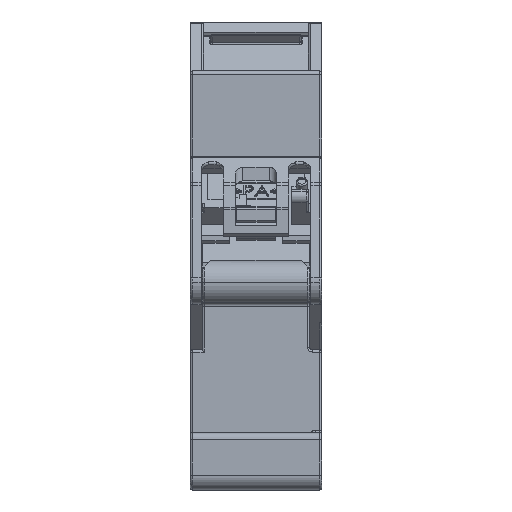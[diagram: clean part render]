
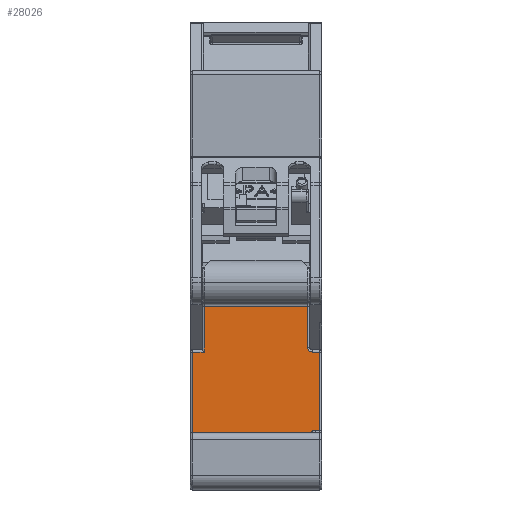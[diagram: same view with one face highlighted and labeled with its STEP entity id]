
A CAD part, top view. The second image highlights one B-rep face of the part: STEP entity #28026.
In plain terms, the highlighted planar face has unit normal (0, 0, 1).
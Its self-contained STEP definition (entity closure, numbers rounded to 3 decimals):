
#1269 = CARTESIAN_POINT ( 'NONE',  ( 7.4, 0.4, 30.1 ) ) ;
#1609 = CARTESIAN_POINT ( 'NONE',  ( 7., 17.792, 30.1 ) ) ;
#2420 = DIRECTION ( 'NONE',  ( -1., 0., 0. ) ) ;
#2577 = ORIENTED_EDGE ( 'NONE', *, *, #9001, .T. ) ;
#3585 = DIRECTION ( 'NONE',  ( 0., -1., 0. ) ) ;
#4496 = VERTEX_POINT ( 'NONE', #1269 ) ;
#4650 = CIRCLE ( 'NONE', #39626, 0.6 ) ;
#4847 = VERTEX_POINT ( 'NONE', #1609 ) ;
#6181 = CIRCLE ( 'NONE', #74002, 0.6 ) ;
#6929 = CARTESIAN_POINT ( 'NONE',  ( -8.6, -4.75, 30.1 ) ) ;
#7785 = DIRECTION ( 'NONE',  ( 0., 0., -1. ) ) ;
#8654 = ORIENTED_EDGE ( 'NONE', *, *, #14386, .F. ) ;
#9001 = EDGE_CURVE ( 'NONE', #86525, #4496, #38663, .T. ) ;
#11011 = VECTOR ( 'NONE', #55907, 1000. ) ;
#12848 = CARTESIAN_POINT ( 'NONE',  ( 8.9, 11.6, 30.1 ) ) ;
#13157 = LINE ( 'NONE', #22030, #11011 ) ;
#13928 = DIRECTION ( 'NONE',  ( 1., 0., 0. ) ) ;
#14192 = VERTEX_POINT ( 'NONE', #53194 ) ;
#14386 = EDGE_CURVE ( 'NONE', #86499, #4496, #4650, .T. ) ;
#16901 = EDGE_CURVE ( 'NONE', #85620, #59159, #26612, .T. ) ;
#18596 = EDGE_LOOP ( 'NONE', ( #70808, #82326, #60253, #85304, #47262, #40383, #59478, #74833, #2577, #8654, #72976, #75370 ) ) ;
#18948 = CARTESIAN_POINT ( 'NONE',  ( 7.4, -4.75, 30.1 ) ) ;
#18955 = VERTEX_POINT ( 'NONE', #21902 ) ;
#20032 = EDGE_CURVE ( 'NONE', #59159, #76931, #13157, .T. ) ;
#21902 = CARTESIAN_POINT ( 'NONE',  ( -7., 17.792, 30.1 ) ) ;
#22030 = CARTESIAN_POINT ( 'NONE',  ( -8.6, 18.138, 30.1 ) ) ;
#22517 = CARTESIAN_POINT ( 'NONE',  ( -7.3, 17.792, 30.1 ) ) ;
#25397 = EDGE_CURVE ( 'NONE', #76931, #86525, #78548, .T. ) ;
#26210 = CARTESIAN_POINT ( 'NONE',  ( 7.4, 0.7, 30.1 ) ) ;
#26612 = LINE ( 'NONE', #33720, #79185 ) ;
#27859 = VERTEX_POINT ( 'NONE', #84655 ) ;
#28026 = ADVANCED_FACE ( 'NONE', ( #37896 ), #38757, .F. ) ;
#28534 = CARTESIAN_POINT ( 'NONE',  ( 8., 0.4, 30.1 ) ) ;
#29044 = VECTOR ( 'NONE', #53597, 1000. ) ;
#30712 = CARTESIAN_POINT ( 'NONE',  ( 8.9, 1., 30.1 ) ) ;
#30866 = LINE ( 'NONE', #54121, #83417 ) ;
#31627 = VECTOR ( 'NONE', #2420, 1000. ) ;
#31697 = EDGE_CURVE ( 'NONE', #54587, #4847, #30866, .T. ) ;
#32466 = DIRECTION ( 'NONE',  ( 0., 0., -1. ) ) ;
#32488 = EDGE_CURVE ( 'NONE', #4847, #18955, #86318, .T. ) ;
#32595 = CARTESIAN_POINT ( 'NONE',  ( 8.6, 11.6, 30.1 ) ) ;
#33149 = DIRECTION ( 'NONE',  ( 0., 1., 0. ) ) ;
#33720 = CARTESIAN_POINT ( 'NONE',  ( -8.9, 11.6, 30.1 ) ) ;
#35476 = DIRECTION ( 'NONE',  ( 0., 1., 0. ) ) ;
#37621 = DIRECTION ( 'NONE',  ( 1., 0., 0. ) ) ;
#37865 = EDGE_CURVE ( 'NONE', #18955, #85620, #43413, .T. ) ;
#37896 = FACE_OUTER_BOUND ( 'NONE', #18596, .T. ) ;
#38663 = LINE ( 'NONE', #26210, #73008 ) ;
#38757 = PLANE ( 'NONE',  #59037 ) ;
#39599 = CARTESIAN_POINT ( 'NONE',  ( 8., 1., 30.1 ) ) ;
#39626 = AXIS2_PLACEMENT_3D ( 'NONE', #28534, #76498, #35476 ) ;
#40383 = ORIENTED_EDGE ( 'NONE', *, *, #16901, .T. ) ;
#43413 = LINE ( 'NONE', #51572, #61652 ) ;
#44558 = EDGE_CURVE ( 'NONE', #27859, #14192, #84477, .T. ) ;
#47262 = ORIENTED_EDGE ( 'NONE', *, *, #37865, .T. ) ;
#47475 = DIRECTION ( 'NONE',  ( -1., 0., 0. ) ) ;
#48383 = CARTESIAN_POINT ( 'NONE',  ( 7.7, -4.75, 30.1 ) ) ;
#48385 = EDGE_CURVE ( 'NONE', #86499, #27859, #54014, .T. ) ;
#48854 = CARTESIAN_POINT ( 'NONE',  ( 7.6, 12.2, 30.1 ) ) ;
#50485 = CARTESIAN_POINT ( 'NONE',  ( 7., 12.2, 30.1 ) ) ;
#51572 = CARTESIAN_POINT ( 'NONE',  ( -7., 11.6, 30.1 ) ) ;
#51897 = CARTESIAN_POINT ( 'NONE',  ( 7.6, 11.6, 30.1 ) ) ;
#53194 = CARTESIAN_POINT ( 'NONE',  ( 8.6, 11.6, 30.1 ) ) ;
#53597 = DIRECTION ( 'NONE',  ( -1., 0., 0. ) ) ;
#54014 = LINE ( 'NONE', #30712, #70129 ) ;
#54121 = CARTESIAN_POINT ( 'NONE',  ( 7., 17.792, 30.1 ) ) ;
#54587 = VERTEX_POINT ( 'NONE', #50485 ) ;
#55790 = DIRECTION ( 'NONE',  ( 0., 1., 0. ) ) ;
#55907 = DIRECTION ( 'NONE',  ( 0., -1., 0. ) ) ;
#59037 = AXIS2_PLACEMENT_3D ( 'NONE', #73509, #32466, #80415 ) ;
#59159 = VERTEX_POINT ( 'NONE', #81883 ) ;
#59478 = ORIENTED_EDGE ( 'NONE', *, *, #20032, .T. ) ;
#60253 = ORIENTED_EDGE ( 'NONE', *, *, #31697, .T. ) ;
#60695 = DIRECTION ( 'NONE',  ( 0., 1., 0. ) ) ;
#61652 = VECTOR ( 'NONE', #3585, 1000. ) ;
#64408 = EDGE_CURVE ( 'NONE', #71709, #54587, #6181, .T. ) ;
#68404 = VECTOR ( 'NONE', #80567, 1000. ) ;
#70129 = VECTOR ( 'NONE', #37621, 1000. ) ;
#70808 = ORIENTED_EDGE ( 'NONE', *, *, #85358, .T. ) ;
#71709 = VERTEX_POINT ( 'NONE', #51897 ) ;
#72976 = ORIENTED_EDGE ( 'NONE', *, *, #48385, .T. ) ;
#73008 = VECTOR ( 'NONE', #33149, 1000. ) ;
#73509 = CARTESIAN_POINT ( 'NONE',  ( 8.9, 18.138, 30.1 ) ) ;
#74002 = AXIS2_PLACEMENT_3D ( 'NONE', #48854, #7785, #55790 ) ;
#74244 = VECTOR ( 'NONE', #13928, 1000. ) ;
#74833 = ORIENTED_EDGE ( 'NONE', *, *, #25397, .T. ) ;
#75370 = ORIENTED_EDGE ( 'NONE', *, *, #44558, .T. ) ;
#76498 = DIRECTION ( 'NONE',  ( 0., 0., 1. ) ) ;
#76931 = VERTEX_POINT ( 'NONE', #6929 ) ;
#77534 = CARTESIAN_POINT ( 'NONE',  ( -7., 11.6, 30.1 ) ) ;
#78548 = LINE ( 'NONE', #48383, #74244 ) ;
#79185 = VECTOR ( 'NONE', #47475, 1000. ) ;
#80415 = DIRECTION ( 'NONE',  ( 0., 1., 0. ) ) ;
#80567 = DIRECTION ( 'NONE',  ( 0., 1., 0. ) ) ;
#81628 = LINE ( 'NONE', #12848, #29044 ) ;
#81883 = CARTESIAN_POINT ( 'NONE',  ( -8.6, 11.6, 30.1 ) ) ;
#82326 = ORIENTED_EDGE ( 'NONE', *, *, #64408, .T. ) ;
#83417 = VECTOR ( 'NONE', #60695, 1000. ) ;
#84477 = LINE ( 'NONE', #32595, #68404 ) ;
#84655 = CARTESIAN_POINT ( 'NONE',  ( 8.6, 1., 30.1 ) ) ;
#85304 = ORIENTED_EDGE ( 'NONE', *, *, #32488, .T. ) ;
#85358 = EDGE_CURVE ( 'NONE', #14192, #71709, #81628, .T. ) ;
#85620 = VERTEX_POINT ( 'NONE', #77534 ) ;
#86318 = LINE ( 'NONE', #22517, #31627 ) ;
#86499 = VERTEX_POINT ( 'NONE', #39599 ) ;
#86525 = VERTEX_POINT ( 'NONE', #18948 ) ;
